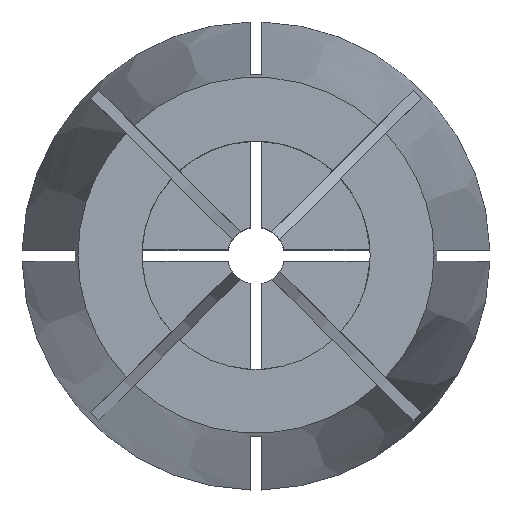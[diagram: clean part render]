
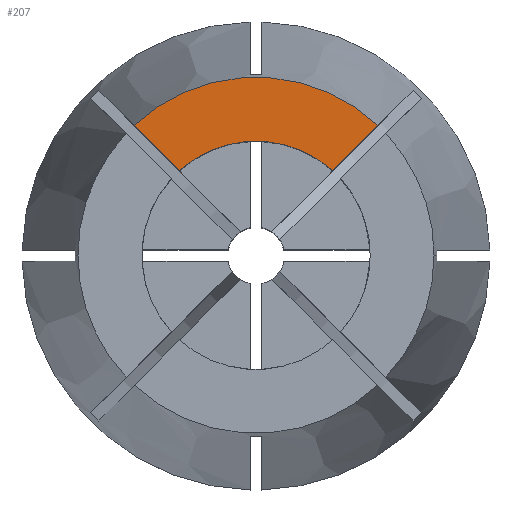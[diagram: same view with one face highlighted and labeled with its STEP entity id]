
A CAD part, top view. The second image highlights one B-rep face of the part: STEP entity #207.
In plain terms, the highlighted planar face has unit normal (0, 0, 1).
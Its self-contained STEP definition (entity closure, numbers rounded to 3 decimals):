
#134 = EDGE_CURVE ( 'NONE', #632, #902, #851, .T. ) ;
#161 = CARTESIAN_POINT ( 'NONE',  ( -6.709, 7.416, 0. ) ) ;
#181 = CARTESIAN_POINT ( 'NONE',  ( -0.354, 0.354, 0. ) ) ;
#196 = CIRCLE ( 'NONE', #1366, 10. ) ;
#197 = EDGE_CURVE ( 'NONE', #902, #2290, #2297, .T. ) ;
#207 = ADVANCED_FACE ( 'NONE', ( #1187 ), #1554, .F. ) ;
#350 = CARTESIAN_POINT ( 'NONE',  ( 0., 0., 0. ) ) ;
#351 = DIRECTION ( 'NONE',  ( 0.707, -0.707, 0. ) ) ;
#428 = AXIS2_PLACEMENT_3D ( 'NONE', #1344, #456, #1285 ) ;
#456 = DIRECTION ( 'NONE',  ( 0., 0., 1. ) ) ;
#632 = VERTEX_POINT ( 'NONE', #658 ) ;
#658 = CARTESIAN_POINT ( 'NONE',  ( 10.668, 11.376, 0. ) ) ;
#799 = CARTESIAN_POINT ( 'NONE',  ( 0.354, 0.354, 0. ) ) ;
#851 = CIRCLE ( 'NONE', #428, 15.595 ) ;
#902 = VERTEX_POINT ( 'NONE', #940 ) ;
#940 = CARTESIAN_POINT ( 'NONE',  ( -10.668, 11.376, 0. ) ) ;
#1068 = VERTEX_POINT ( 'NONE', #1327 ) ;
#1173 = EDGE_LOOP ( 'NONE', ( #1383, #1333, #1301, #2381 ) ) ;
#1187 = FACE_OUTER_BOUND ( 'NONE', #1173, .T. ) ;
#1285 = DIRECTION ( 'NONE',  ( 1., 0., 0. ) ) ;
#1301 = ORIENTED_EDGE ( 'NONE', *, *, #134, .T. ) ;
#1327 = CARTESIAN_POINT ( 'NONE',  ( 6.709, 7.416, 0. ) ) ;
#1333 = ORIENTED_EDGE ( 'NONE', *, *, #1672, .T. ) ;
#1344 = CARTESIAN_POINT ( 'NONE',  ( 0., 0., 0. ) ) ;
#1366 = AXIS2_PLACEMENT_3D ( 'NONE', #350, #2059, #2513 ) ;
#1383 = ORIENTED_EDGE ( 'NONE', *, *, #2338, .F. ) ;
#1520 = DIRECTION ( 'NONE',  ( 0., 0., -1. ) ) ;
#1554 = PLANE ( 'NONE',  #1649 ) ;
#1570 = LINE ( 'NONE', #181, #2553 ) ;
#1649 = AXIS2_PLACEMENT_3D ( 'NONE', #1899, #1520, #1946 ) ;
#1672 = EDGE_CURVE ( 'NONE', #1068, #632, #1570, .T. ) ;
#1781 = VECTOR ( 'NONE', #351, 1000. ) ;
#1899 = CARTESIAN_POINT ( 'NONE',  ( 0., 0., 0. ) ) ;
#1946 = DIRECTION ( 'NONE',  ( -1., 0., 0. ) ) ;
#2059 = DIRECTION ( 'NONE',  ( 0., 0., 1. ) ) ;
#2290 = VERTEX_POINT ( 'NONE', #161 ) ;
#2297 = LINE ( 'NONE', #799, #1781 ) ;
#2338 = EDGE_CURVE ( 'NONE', #1068, #2290, #196, .T. ) ;
#2347 = DIRECTION ( 'NONE',  ( 0.707, 0.707, 0. ) ) ;
#2381 = ORIENTED_EDGE ( 'NONE', *, *, #197, .T. ) ;
#2513 = DIRECTION ( 'NONE',  ( 1., 0., 0. ) ) ;
#2553 = VECTOR ( 'NONE', #2347, 1000. ) ;
